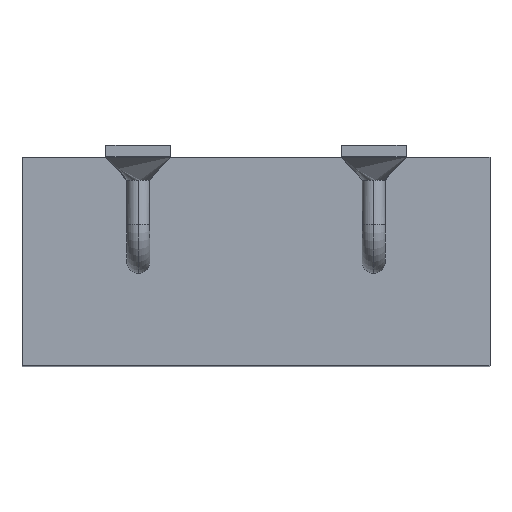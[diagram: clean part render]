
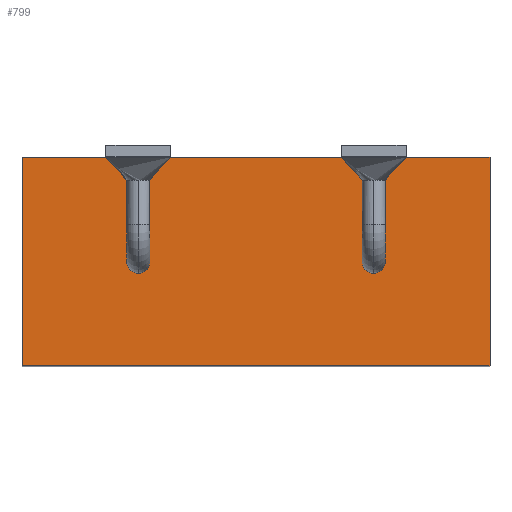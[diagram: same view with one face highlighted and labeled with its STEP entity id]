
A CAD part, top view. The second image highlights one B-rep face of the part: STEP entity #799.
In plain terms, the highlighted planar face has unit normal (0, 0, 1).
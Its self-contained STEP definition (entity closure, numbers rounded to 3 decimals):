
#41 = CARTESIAN_POINT ( 'NONE',  ( 5.05, 0., 4.4 ) ) ;
#52 = ORIENTED_EDGE ( 'NONE', *, *, #1206, .F. ) ;
#83 = DIRECTION ( 'NONE',  ( 1., 0., 0. ) ) ;
#96 = CARTESIAN_POINT ( 'NONE',  ( -5.05, 0., 4.4 ) ) ;
#139 = CIRCLE ( 'NONE', #1501, 0.25 ) ;
#155 = DIRECTION ( 'NONE',  ( -1., 0., 0. ) ) ;
#196 = CARTESIAN_POINT ( 'NONE',  ( -2.54, 2.25, 4.4 ) ) ;
#202 = EDGE_LOOP ( 'NONE', ( #987, #441 ) ) ;
#279 = CARTESIAN_POINT ( 'NONE',  ( -5.05, 4.5, 4.4 ) ) ;
#285 = CARTESIAN_POINT ( 'NONE',  ( 2.54, 2.5, 4.4 ) ) ;
#320 = VECTOR ( 'NONE', #1046, 1000. ) ;
#343 = EDGE_CURVE ( 'NONE', #1348, #398, #662, .T. ) ;
#398 = VERTEX_POINT ( 'NONE', #41 ) ;
#419 = VERTEX_POINT ( 'NONE', #1387 ) ;
#424 = FACE_BOUND ( 'NONE', #202, .T. ) ;
#441 = ORIENTED_EDGE ( 'NONE', *, *, #1279, .F. ) ;
#443 = DIRECTION ( 'NONE',  ( 1., 0., 0. ) ) ;
#449 = VERTEX_POINT ( 'NONE', #279 ) ;
#450 = VERTEX_POINT ( 'NONE', #285 ) ;
#456 = DIRECTION ( 'NONE',  ( 0., 0., 1. ) ) ;
#518 = DIRECTION ( 'NONE',  ( 0., 0., 1. ) ) ;
#535 = EDGE_CURVE ( 'NONE', #450, #550, #815, .T. ) ;
#550 = VERTEX_POINT ( 'NONE', #1459 ) ;
#561 = CIRCLE ( 'NONE', #925, 0.25 ) ;
#565 = PLANE ( 'NONE',  #633 ) ;
#569 = DIRECTION ( 'NONE',  ( 0., -1., 0. ) ) ;
#600 = LINE ( 'NONE', #1089, #792 ) ;
#601 = DIRECTION ( 'NONE',  ( 1., 0., 0. ) ) ;
#623 = ORIENTED_EDGE ( 'NONE', *, *, #1332, .T. ) ;
#633 = AXIS2_PLACEMENT_3D ( 'NONE', #690, #1266, #155 ) ;
#662 = LINE ( 'NONE', #1149, #320 ) ;
#673 = FACE_OUTER_BOUND ( 'NONE', #835, .T. ) ;
#690 = CARTESIAN_POINT ( 'NONE',  ( -5.05, 4.5, 4.4 ) ) ;
#720 = EDGE_LOOP ( 'NONE', ( #1438, #781 ) ) ;
#726 = ORIENTED_EDGE ( 'NONE', *, *, #1257, .F. ) ;
#731 = LINE ( 'NONE', #1192, #743 ) ;
#743 = VECTOR ( 'NONE', #964, 1000. ) ;
#761 = AXIS2_PLACEMENT_3D ( 'NONE', #982, #456, #83 ) ;
#781 = ORIENTED_EDGE ( 'NONE', *, *, #535, .F. ) ;
#792 = VECTOR ( 'NONE', #443, 1000. ) ;
#799 = ADVANCED_FACE ( 'NONE', ( #424, #905, #673 ), #565, .F. ) ;
#815 = CIRCLE ( 'NONE', #761, 0.25 ) ;
#835 = EDGE_LOOP ( 'NONE', ( #1088, #52, #726, #623 ) ) ;
#905 = FACE_BOUND ( 'NONE', #720, .T. ) ;
#925 = AXIS2_PLACEMENT_3D ( 'NONE', #1184, #944, #601 ) ;
#944 = DIRECTION ( 'NONE',  ( 0., 0., 1. ) ) ;
#949 = VERTEX_POINT ( 'NONE', #1229 ) ;
#959 = CARTESIAN_POINT ( 'NONE',  ( 5.05, 4.5, 4.4 ) ) ;
#964 = DIRECTION ( 'NONE',  ( 0., -1., 0. ) ) ;
#982 = CARTESIAN_POINT ( 'NONE',  ( 2.54, 2.25, 4.4 ) ) ;
#987 = ORIENTED_EDGE ( 'NONE', *, *, #1548, .F. ) ;
#1010 = DIRECTION ( 'NONE',  ( 1., 0., 0. ) ) ;
#1046 = DIRECTION ( 'NONE',  ( 1., 0., 0. ) ) ;
#1088 = ORIENTED_EDGE ( 'NONE', *, *, #343, .T. ) ;
#1089 = CARTESIAN_POINT ( 'NONE',  ( -5.05, 4.5, 4.4 ) ) ;
#1106 = VERTEX_POINT ( 'NONE', #1585 ) ;
#1149 = CARTESIAN_POINT ( 'NONE',  ( -5.05, 0., 4.4 ) ) ;
#1150 = EDGE_CURVE ( 'NONE', #550, #450, #1559, .T. ) ;
#1184 = CARTESIAN_POINT ( 'NONE',  ( -2.54, 2.25, 4.4 ) ) ;
#1192 = CARTESIAN_POINT ( 'NONE',  ( -5.05, 4.5, 4.4 ) ) ;
#1206 = EDGE_CURVE ( 'NONE', #419, #398, #1457, .T. ) ;
#1229 = CARTESIAN_POINT ( 'NONE',  ( -2.54, 2., 4.4 ) ) ;
#1241 = CARTESIAN_POINT ( 'NONE',  ( 2.54, 2.25, 4.4 ) ) ;
#1257 = EDGE_CURVE ( 'NONE', #449, #419, #600, .T. ) ;
#1266 = DIRECTION ( 'NONE',  ( 0., 0., -1. ) ) ;
#1279 = EDGE_CURVE ( 'NONE', #1106, #949, #139, .T. ) ;
#1295 = DIRECTION ( 'NONE',  ( 1., 0., 0. ) ) ;
#1329 = VECTOR ( 'NONE', #569, 1000. ) ;
#1332 = EDGE_CURVE ( 'NONE', #449, #1348, #731, .T. ) ;
#1348 = VERTEX_POINT ( 'NONE', #96 ) ;
#1376 = AXIS2_PLACEMENT_3D ( 'NONE', #1241, #518, #1010 ) ;
#1387 = CARTESIAN_POINT ( 'NONE',  ( 5.05, 4.5, 4.4 ) ) ;
#1438 = ORIENTED_EDGE ( 'NONE', *, *, #1150, .F. ) ;
#1457 = LINE ( 'NONE', #959, #1329 ) ;
#1459 = CARTESIAN_POINT ( 'NONE',  ( 2.54, 2., 4.4 ) ) ;
#1501 = AXIS2_PLACEMENT_3D ( 'NONE', #196, #1544, #1295 ) ;
#1544 = DIRECTION ( 'NONE',  ( 0., 0., 1. ) ) ;
#1548 = EDGE_CURVE ( 'NONE', #949, #1106, #561, .T. ) ;
#1559 = CIRCLE ( 'NONE', #1376, 0.25 ) ;
#1585 = CARTESIAN_POINT ( 'NONE',  ( -2.54, 2.5, 4.4 ) ) ;
